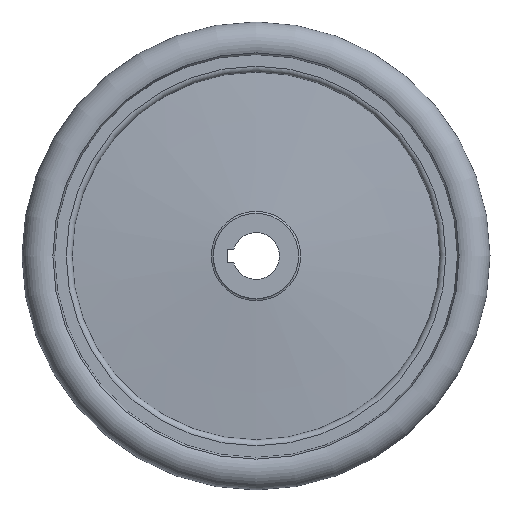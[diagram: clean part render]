
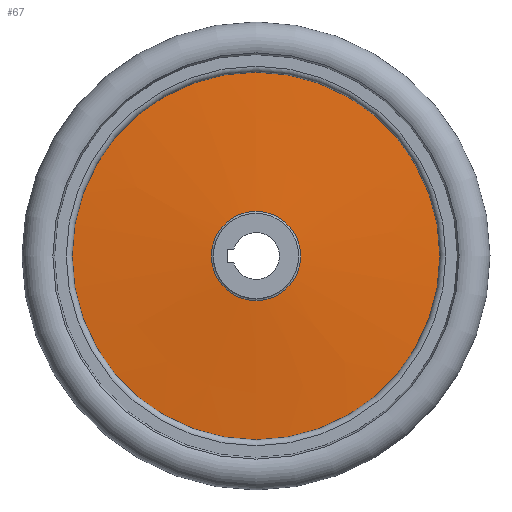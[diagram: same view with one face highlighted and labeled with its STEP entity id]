
A CAD part, left-side view. The second image highlights one B-rep face of the part: STEP entity #67.
In plain terms, the highlighted conical face has half-angle 85.601 degrees and reference radius 110 mm.
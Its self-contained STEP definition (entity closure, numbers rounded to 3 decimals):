
#67 = ADVANCED_FACE( '', ( #143, #144 ), #145, .T. );
#143 = FACE_BOUND( '', #223, .T. );
#144 = FACE_OUTER_BOUND( '', #224, .T. );
#145 = CONICAL_SURFACE( '', #225, 110., 1.494 );
#223 = EDGE_LOOP( '', ( #333 ) );
#224 = EDGE_LOOP( '', ( #334 ) );
#225 = AXIS2_PLACEMENT_3D( '', #335, #336, #337 );
#333 = ORIENTED_EDGE( '', *, *, #382, .F. );
#334 = ORIENTED_EDGE( '', *, *, #414, .T. );
#335 = CARTESIAN_POINT( '', ( 20.5, 0., 0. ) );
#336 = DIRECTION( '', ( 1., 0., 0. ) );
#337 = DIRECTION( '', ( 0., 0., -1. ) );
#382 = EDGE_CURVE( '', #429, #429, #430, .T. );
#414 = EDGE_CURVE( '', #479, #479, #480, .T. );
#429 = VERTEX_POINT( '', #496 );
#430 = CIRCLE( '', #497, 26.7 );
#479 = VERTEX_POINT( '', #555 );
#480 = CIRCLE( '', #556, 110. );
#496 = CARTESIAN_POINT( '', ( 14.092, 0., 26.7 ) );
#497 = AXIS2_PLACEMENT_3D( '', #573, #574, #575 );
#555 = CARTESIAN_POINT( '', ( 20.5, 0., 110. ) );
#556 = AXIS2_PLACEMENT_3D( '', #618, #619, #620 );
#573 = CARTESIAN_POINT( '', ( 14.092, 0., 0. ) );
#574 = DIRECTION( '', ( -1., 0., 0. ) );
#575 = DIRECTION( '', ( 0., 0., 1. ) );
#618 = CARTESIAN_POINT( '', ( 20.5, 0., 0. ) );
#619 = DIRECTION( '', ( -1., 0., 0. ) );
#620 = DIRECTION( '', ( 0., 0., 1. ) );
